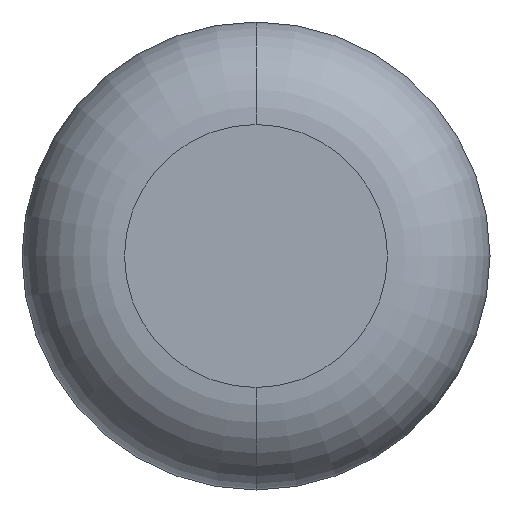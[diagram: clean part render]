
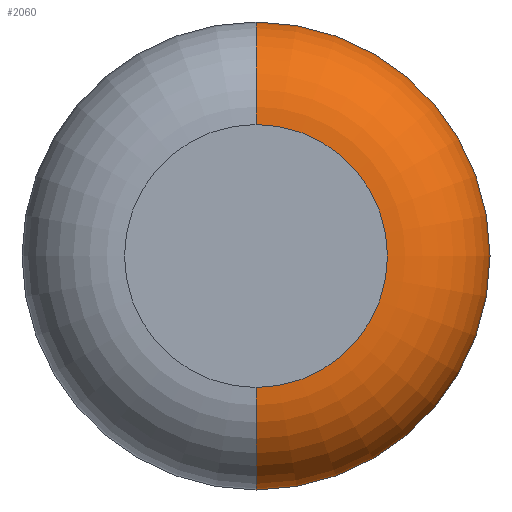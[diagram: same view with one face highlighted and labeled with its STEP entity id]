
A CAD part, front view. The second image highlights one B-rep face of the part: STEP entity #2060.
In plain terms, the highlighted toroidal (fillet/blend) face has major radius 0.385 mm and minor radius 0.3 mm.
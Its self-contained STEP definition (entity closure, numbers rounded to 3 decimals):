
#249 = CARTESIAN_POINT ( 'NONE',  ( 0., -18.5, 0. ) ) ;
#265 = AXIS2_PLACEMENT_3D ( 'NONE', #249, #1310, #2209 ) ;
#293 = CIRCLE ( 'NONE', #2372, 0.3 ) ;
#367 = VERTEX_POINT ( 'NONE', #1998 ) ;
#500 = AXIS2_PLACEMENT_3D ( 'NONE', #2171, #2371, #658 ) ;
#548 = CIRCLE ( 'NONE', #2484, 0.3 ) ;
#658 = DIRECTION ( 'NONE',  ( 0., 0., 1. ) ) ;
#849 = VERTEX_POINT ( 'NONE', #906 ) ;
#871 = EDGE_CURVE ( 'Defeature ausgef�hrt1_2+Defeature ausgef�hrt1_3+Defeature ausgef�hrt1_3+Defeature ausgef�hrt1_3', #849, #1770, #2586, .T. ) ;
#886 = EDGE_CURVE ( 'Defeature ausgef�hrt1_1+Defeature ausgef�hrt1_3+Defeature ausgef�hrt1_3+Defeature ausgef�hrt1_3', #367, #1735, #1116, .T. ) ;
#906 = CARTESIAN_POINT ( 'NONE',  ( 0., -18.5, -0.385 ) ) ;
#1017 = EDGE_LOOP ( 'NONE', ( #2594, #2167, #2558, #2526 ) ) ;
#1116 = CIRCLE ( 'NONE', #2257, 0.685 ) ;
#1180 = DIRECTION ( 'NONE',  ( 0., 0., 1. ) ) ;
#1189 = DIRECTION ( 'NONE',  ( -1., 0., 0. ) ) ;
#1294 = CARTESIAN_POINT ( 'NONE',  ( 0., -18.5, 0.385 ) ) ;
#1310 = DIRECTION ( 'NONE',  ( 0., -1., 0. ) ) ;
#1326 = TOROIDAL_SURFACE ( 'NONE', #500, 0.385, 0.3 ) ;
#1387 = FACE_OUTER_BOUND ( 'NONE', #1017, .T. ) ;
#1449 = DIRECTION ( 'NONE',  ( 0., 0., -1. ) ) ;
#1482 = CARTESIAN_POINT ( 'NONE',  ( 0., -18.2, -0.385 ) ) ;
#1735 = VERTEX_POINT ( 'NONE', #2777 ) ;
#1770 = VERTEX_POINT ( 'NONE', #1294 ) ;
#1977 = DIRECTION ( 'NONE',  ( 0., 1., 0. ) ) ;
#1998 = CARTESIAN_POINT ( 'NONE',  ( 0., -18.2, 0.685 ) ) ;
#2060 = ADVANCED_FACE ( 'Defeature ausgef�hrt1_3', ( #1387 ), #1326, .T. ) ;
#2167 = ORIENTED_EDGE ( 'NONE', *, *, #2450, .T. ) ;
#2171 = CARTESIAN_POINT ( 'NONE',  ( 0., -18.2, 0. ) ) ;
#2209 = DIRECTION ( 'NONE',  ( 0., 0., 1. ) ) ;
#2257 = AXIS2_PLACEMENT_3D ( 'NONE', #2636, #1977, #2406 ) ;
#2314 = CARTESIAN_POINT ( 'NONE',  ( 0., -18.2, 0.385 ) ) ;
#2371 = DIRECTION ( 'NONE',  ( 0., 1., 0. ) ) ;
#2372 = AXIS2_PLACEMENT_3D ( 'NONE', #2314, #1189, #1180 ) ;
#2406 = DIRECTION ( 'NONE',  ( 0., 0., 1. ) ) ;
#2450 = EDGE_CURVE ( 'NONE', #849, #1735, #548, .T. ) ;
#2484 = AXIS2_PLACEMENT_3D ( 'NONE', #1482, #2774, #1449 ) ;
#2526 = ORIENTED_EDGE ( 'NONE', *, *, #2775, .F. ) ;
#2558 = ORIENTED_EDGE ( 'NONE', *, *, #886, .F. ) ;
#2586 = CIRCLE ( 'NONE', #265, 0.385 ) ;
#2594 = ORIENTED_EDGE ( 'NONE', *, *, #871, .F. ) ;
#2636 = CARTESIAN_POINT ( 'NONE',  ( 0., -18.2, 0. ) ) ;
#2774 = DIRECTION ( 'NONE',  ( 1., 0., 0. ) ) ;
#2775 = EDGE_CURVE ( 'NONE', #1770, #367, #293, .T. ) ;
#2777 = CARTESIAN_POINT ( 'NONE',  ( 0., -18.2, -0.685 ) ) ;
